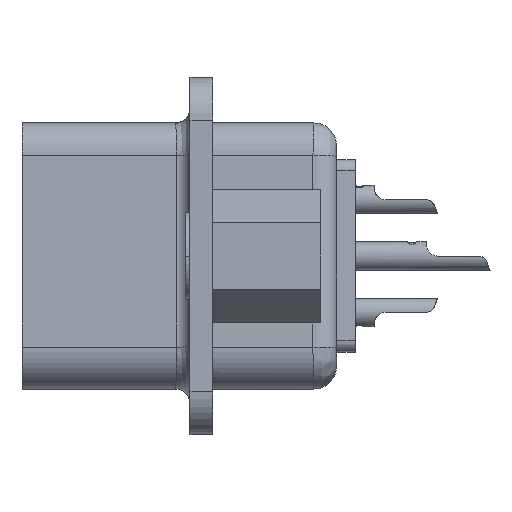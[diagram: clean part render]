
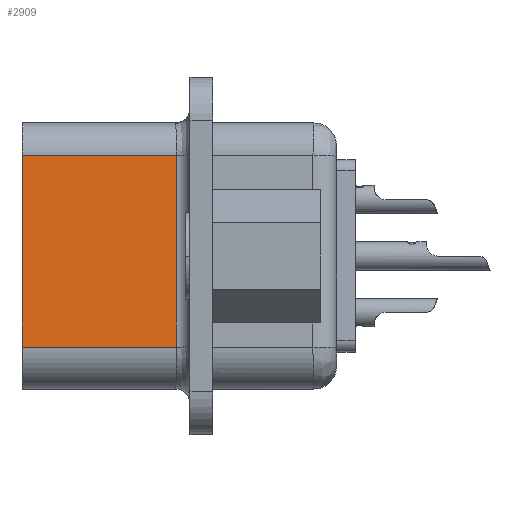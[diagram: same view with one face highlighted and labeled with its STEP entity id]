
A CAD part, left-side view. The second image highlights one B-rep face of the part: STEP entity #2909.
In plain terms, the highlighted planar face has unit normal (-0.998, 0.035, 0.053).
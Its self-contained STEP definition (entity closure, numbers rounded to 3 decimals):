
#2058=CARTESIAN_POINT('',(6.976,5.633,-2.736));
#2059=VERTEX_POINT('',#2058);
#2085=CARTESIAN_POINT('',(6.616,5.633,-9.475));
#2086=VERTEX_POINT('',#2085);
#2087=CARTESIAN_POINT('',(6.976,5.633,-2.736));
#2088=DIRECTION('',(-0.053,0.,-0.999));
#2089=VECTOR('',#2088,6.749);
#2090=LINE('',#2087,#2089);
#2091=EDGE_CURVE('',#2059,#2086,#2090,.T.);
#2866=CARTESIAN_POINT('',(7.166,11.05,-2.736));
#2867=VERTEX_POINT('',#2866);
#2876=CARTESIAN_POINT('',(7.166,11.05,-2.736));
#2877=DIRECTION('',(-0.035,-0.999,0.));
#2878=VECTOR('',#2877,5.421);
#2879=LINE('',#2876,#2878);
#2880=EDGE_CURVE('',#2867,#2059,#2879,.T.);
#2886=CARTESIAN_POINT('',(6.891,8.341,-6.106));
#2887=DIRECTION('',(0.053,-0.002,0.999));
#2888=DIRECTION('',(-0.998,0.035,0.053));
#2889=AXIS2_PLACEMENT_3D('',#2886,#2888,#2887);
#2890=PLANE('',#2889);
#2891=ORIENTED_EDGE('',*,*,#2880,.F.);
#2892=CARTESIAN_POINT('',(6.805,11.05,-9.475));
#2893=VERTEX_POINT('',#2892);
#2894=CARTESIAN_POINT('',(7.166,11.05,-2.736));
#2895=DIRECTION('',(-0.053,0.,-0.999));
#2896=VECTOR('',#2895,6.749);
#2897=LINE('',#2894,#2896);
#2898=EDGE_CURVE('',#2867,#2893,#2897,.T.);
#2899=ORIENTED_EDGE('',*,*,#2898,.T.);
#2900=CARTESIAN_POINT('',(6.805,11.05,-9.475));
#2901=DIRECTION('',(-0.035,-0.999,0.));
#2902=VECTOR('',#2901,5.421);
#2903=LINE('',#2900,#2902);
#2904=EDGE_CURVE('',#2893,#2086,#2903,.T.);
#2905=ORIENTED_EDGE('',*,*,#2904,.T.);
#2906=ORIENTED_EDGE('',*,*,#2091,.F.);
#2907=EDGE_LOOP('',(#2891,#2899,#2905,#2906));
#2908=FACE_OUTER_BOUND('',#2907,.T.);
#2909=ADVANCED_FACE('',(#2908),#2890,.T.);
